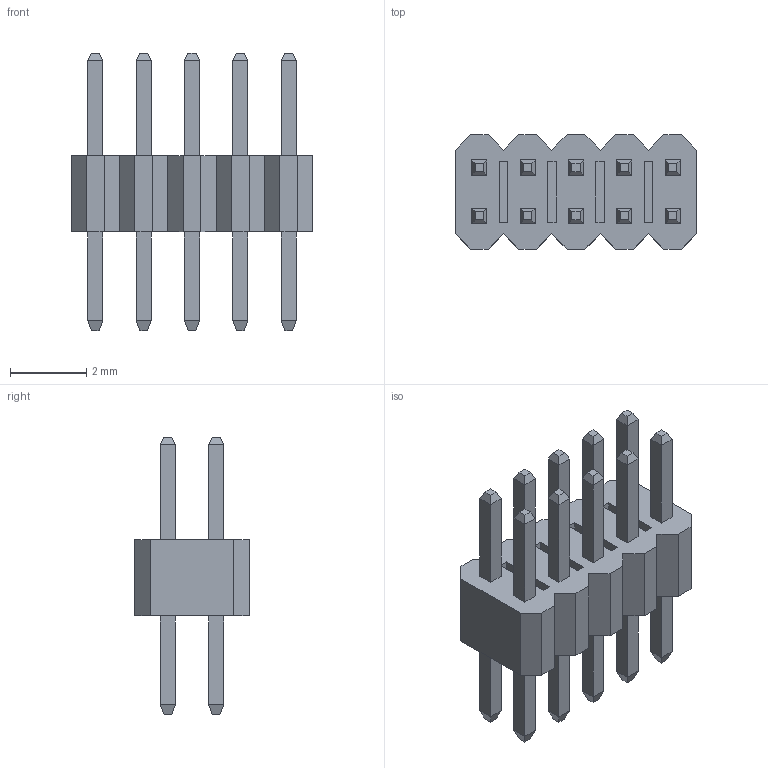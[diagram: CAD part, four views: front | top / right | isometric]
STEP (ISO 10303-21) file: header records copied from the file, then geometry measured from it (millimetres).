
FILE_DESCRIPTION (( 'STEP AP214' ), '1' );
FILE_NAME ('User Library-PLLD1.27-xx.STEP', '2017-10-13T11:09:56', ( 'Windows User' ), ( '' ), 'SwSTEP 2.0', 'SolidWorks 2017', '' );
FILE_SCHEMA (( 'AUTOMOTIVE_DESIGN' ));
Length unit declared in the file: millimetre
Products named in the file (1): User Library-PLLD1.27-xx
Bounding box: 6.35 x 3 x 7.3 mm (x, y, z)
Volume: 42.7 mm3; surface area: 160.5 mm2
Topology: 1 solids, 1 shells, 234 faces, 544 edges, 336 vertices
Faces by surface type: plane 234
Entity records: 9016 total; most frequent: CARTESIAN_POINT 1115, ORIENTED_EDGE 1088, DIRECTION 1014, LINE 544, EDGE_CURVE 544, VECTOR 544, VERTEX_POINT 336, EDGE_LOOP 258
